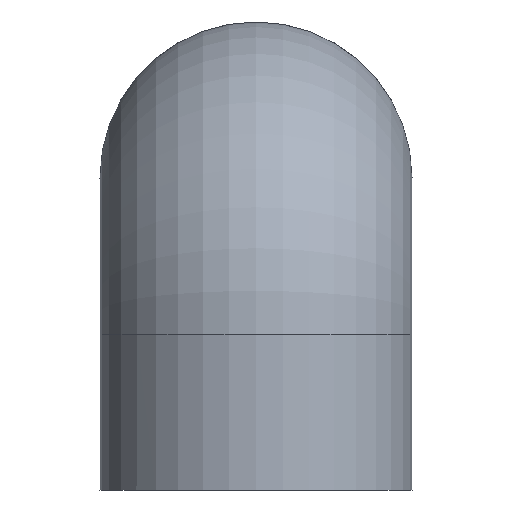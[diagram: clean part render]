
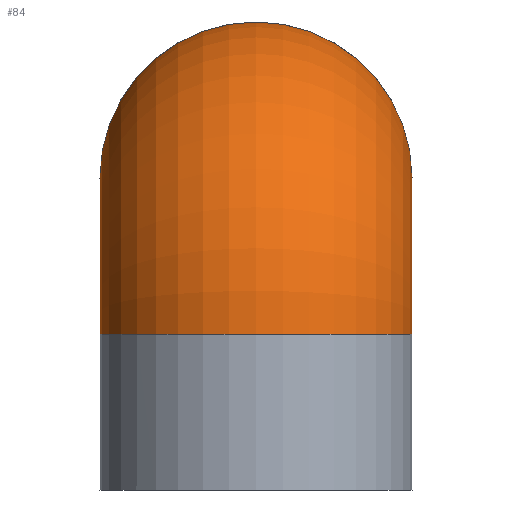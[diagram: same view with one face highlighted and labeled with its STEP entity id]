
A CAD part, left-side view. The second image highlights one B-rep face of the part: STEP entity #84.
In plain terms, the highlighted toroidal (fillet/blend) face has major radius 16.26 mm and minor radius 16.25 mm.
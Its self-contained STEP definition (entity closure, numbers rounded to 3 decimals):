
#84 = ADVANCED_FACE( '', ( #113, #114 ), #115, .T. );
#113 = FACE_OUTER_BOUND( '', #147, .T. );
#114 = FACE_OUTER_BOUND( '', #148, .T. );
#115 = TOROIDAL_SURFACE( '', #149, 16.26, 16.25 );
#147 = EDGE_LOOP( '', ( #202 ) );
#148 = EDGE_LOOP( '', ( #203, #204 ) );
#149 = AXIS2_PLACEMENT_3D( '', #205, #206, #207 );
#202 = ORIENTED_EDGE( '', *, *, #229, .T. );
#203 = ORIENTED_EDGE( '', *, *, #226, .F. );
#204 = ORIENTED_EDGE( '', *, *, #228, .F. );
#205 = CARTESIAN_POINT( '', ( 16.26, 0., -0.3 ) );
#206 = DIRECTION( '', ( 0., 1., 0. ) );
#207 = DIRECTION( '', ( 0., 0., 1. ) );
#226 = EDGE_CURVE( '', #245, #246, #248, .T. );
#228 = EDGE_CURVE( '', #246, #245, #250, .T. );
#229 = EDGE_CURVE( '', #251, #251, #252, .T. );
#245 = VERTEX_POINT( '', #449 );
#246 = VERTEX_POINT( '', #450 );
#248 = CIRCLE( '', #452, 16.25 );
#250 = CIRCLE( '', #454, 16.25 );
#251 = VERTEX_POINT( '', #455 );
#252 = CIRCLE( '', #456, 16.25 );
#449 = CARTESIAN_POINT( '', ( 16.26, 16.25, 15.98 ) );
#450 = CARTESIAN_POINT( '', ( 16.26, -16.25, 15.98 ) );
#452 = AXIS2_PLACEMENT_3D( '', #477, #478, #479 );
#454 = AXIS2_PLACEMENT_3D( '', #483, #484, #485 );
#455 = CARTESIAN_POINT( '', ( 16.25, 0., -0.3 ) );
#456 = AXIS2_PLACEMENT_3D( '', #486, #487, #488 );
#477 = CARTESIAN_POINT( '', ( 16.26, 0., 15.96 ) );
#478 = DIRECTION( '', ( 1., 0., 0. ) );
#479 = DIRECTION( '', ( 0., 0., -1. ) );
#483 = CARTESIAN_POINT( '', ( 16.26, 0., 15.96 ) );
#484 = DIRECTION( '', ( 1., 0., 0. ) );
#485 = DIRECTION( '', ( 0., 0., -1. ) );
#486 = CARTESIAN_POINT( '', ( 0., 0., -0.3 ) );
#487 = DIRECTION( '', ( 0., 0., 1. ) );
#488 = DIRECTION( '', ( 1., 0., 0. ) );
